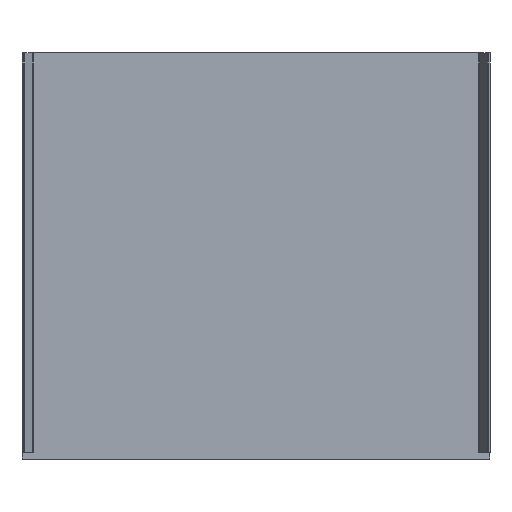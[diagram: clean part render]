
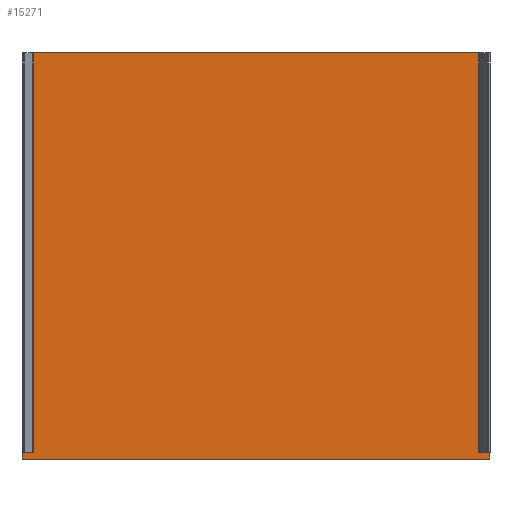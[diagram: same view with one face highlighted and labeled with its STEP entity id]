
A CAD part, front view. The second image highlights one B-rep face of the part: STEP entity #15271.
In plain terms, the highlighted planar face has unit normal (0, -1, 0).
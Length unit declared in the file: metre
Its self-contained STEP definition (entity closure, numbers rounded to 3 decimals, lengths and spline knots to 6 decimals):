
#2644=ORIENTED_EDGE('',*,*,#6256,.F.);
#2645=ORIENTED_EDGE('',*,*,#6261,.F.);
#2646=ORIENTED_EDGE('',*,*,#6262,.F.);
#2647=ORIENTED_EDGE('',*,*,#6263,.T.);
#2648=ORIENTED_EDGE('',*,*,#6264,.T.);
#2649=ORIENTED_EDGE('',*,*,#6265,.T.);
#2650=ORIENTED_EDGE('',*,*,#6266,.F.);
#2651=ORIENTED_EDGE('',*,*,#6267,.F.);
#6256=EDGE_CURVE('',#7744,#7745,#9806,.T.);
#6261=EDGE_CURVE('',#7748,#7744,#9811,.T.);
#6262=EDGE_CURVE('',#7749,#7748,#9812,.T.);
#6263=EDGE_CURVE('',#7749,#7750,#9813,.F.);
#6264=EDGE_CURVE('',#7750,#7751,#9814,.T.);
#6265=EDGE_CURVE('',#7751,#7752,#9815,.F.);
#6266=EDGE_CURVE('',#7753,#7752,#9816,.T.);
#6267=EDGE_CURVE('',#7745,#7753,#9817,.T.);
#7744=VERTEX_POINT('',#23562);
#7745=VERTEX_POINT('',#23564);
#7748=VERTEX_POINT('',#23574);
#7749=VERTEX_POINT('',#23576);
#7750=VERTEX_POINT('',#23578);
#7751=VERTEX_POINT('',#23580);
#7752=VERTEX_POINT('',#23582);
#7753=VERTEX_POINT('',#23584);
#9806=LINE('',#23563,#11904);
#9811=LINE('',#23573,#11909);
#9812=LINE('',#23575,#11910);
#9813=LINE('',#23577,#11911);
#9814=LINE('',#23579,#11912);
#9815=LINE('',#23581,#11913);
#9816=LINE('',#23583,#11914);
#9817=LINE('',#23585,#11915);
#11904=VECTOR('',#19322,1.);
#11909=VECTOR('',#19331,1.);
#11910=VECTOR('',#19332,1.);
#11911=VECTOR('',#19333,1.);
#11912=VECTOR('',#19334,1.);
#11913=VECTOR('',#19335,1.);
#11914=VECTOR('',#19336,1.);
#11915=VECTOR('',#19337,1.);
#12711=EDGE_LOOP('',(#2644,#2645,#2646,#2647,#2648,#2649,#2650,#2651));
#13643=FACE_BOUND('',#12711,.T.);
#14574=PLANE('',#15997);
#15271=ADVANCED_FACE('',(#13643),#14574,.F.);
#15997=AXIS2_PLACEMENT_3D('',#23572,#19329,#19330);
#19322=DIRECTION('',(-1.,0.,0.));
#19329=DIRECTION('',(0.,1.,0.));
#19330=DIRECTION('',(-1.,0.,0.));
#19331=DIRECTION('',(0.,0.,-1.));
#19332=DIRECTION('',(1.,0.,0.));
#19333=DIRECTION('',(0.,0.,-1.));
#19334=DIRECTION('',(-1.,0.,0.));
#19335=DIRECTION('',(0.,0.,1.));
#19336=DIRECTION('',(1.,0.,0.));
#19337=DIRECTION('',(0.,0.,1.));
#23562=CARTESIAN_POINT('',(0.13948,-0.07515,-0.10655));
#23563=CARTESIAN_POINT('',(0.041834,-0.07515,-0.10655));
#23564=CARTESIAN_POINT('',(-0.013813,-0.07515,-0.10655));
#23572=CARTESIAN_POINT('',(0.041834,-0.07515,0.00195));
#23573=CARTESIAN_POINT('',(0.13948,-0.07515,0.00195));
#23574=CARTESIAN_POINT('',(0.13948,-0.07515,-0.10455));
#23575=CARTESIAN_POINT('',(0.083834,-0.07515,-0.10455));
#23576=CARTESIAN_POINT('',(0.13585,-0.07515,-0.10455));
#23577=CARTESIAN_POINT('',(0.13585,-0.07515,0.00295));
#23578=CARTESIAN_POINT('',(0.13585,-0.07515,0.02645));
#23579=CARTESIAN_POINT('',(0.041834,-0.07515,0.02645));
#23580=CARTESIAN_POINT('',(-0.010183,-0.07515,0.02645));
#23581=CARTESIAN_POINT('',(-0.010183,-0.07515,0.00195));
#23582=CARTESIAN_POINT('',(-0.010183,-0.07515,-0.10455));
#23583=CARTESIAN_POINT('',(0.041834,-0.07515,-0.10455));
#23584=CARTESIAN_POINT('',(-0.013813,-0.07515,-0.10455));
#23585=CARTESIAN_POINT('',(-0.013813,-0.07515,0.00195));
